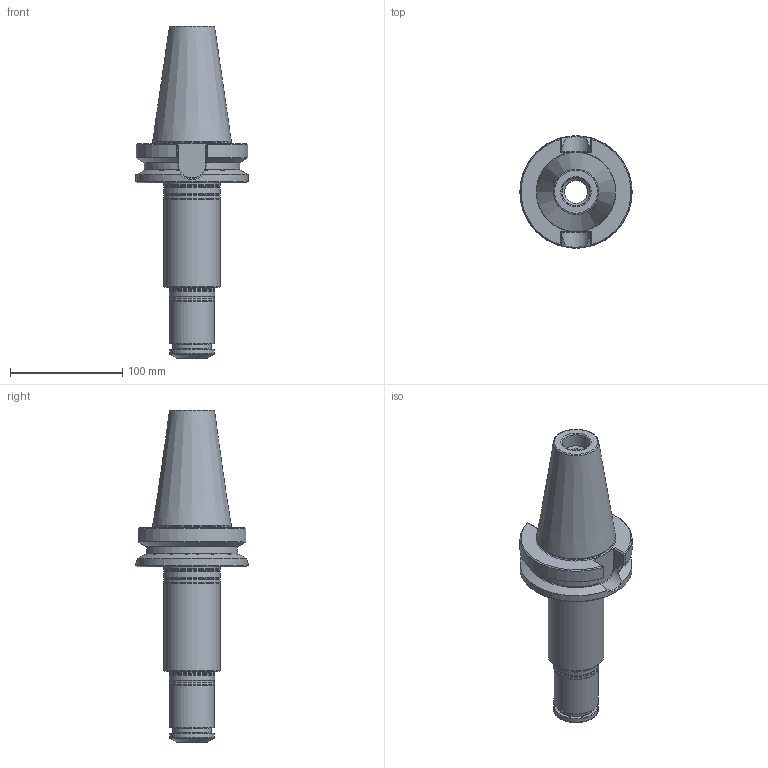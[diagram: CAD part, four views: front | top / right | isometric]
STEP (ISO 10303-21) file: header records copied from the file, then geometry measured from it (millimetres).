
FILE_DESCRIPTION(/* description */ (''),/* implementation_level */ '2;1');
FILE_NAME(/* name */ '415072590.stp',/* time_stamp */ '2021-01-08T12:33:41',/* author */ ('LRA'),/* organization */ ('REGO-FIX'),/* preprocessor_version */ ' Unknown',/* originating_system */ 'SIEMENS PLM Software Solid Edge ST10',/* authorization */ 'Unknown');
FILE_SCHEMA (('AUTOMOTIVE_DESIGN { 1 0 10303 214 2 1 1}'));
Length unit declared in the file: millimetre
Products named in the file (1): NOCUT
Bounding box: 100 x 100 x 295.8 mm (x, y, z)
Volume: 642159.6 mm3; surface area: 86852.6 mm2
Topology: 1 solids, 1 shells, 114 faces, 265 edges, 161 vertices
Faces by surface type: plane 34, cone 30, cylinder 27, torus 21, bspline 2
Full cylindrical faces by diameter (mm): 20.752 x2, 25 x2, 34 x1, 40 x2, 40.5 x4, 50 x1, 50.5 x4, 100 x1
Entity records: 3803 total; most frequent: CARTESIAN_POINT 692, DIRECTION 486, ORIENTED_EDGE 394, AXIS2_PLACEMENT_3D 215, EDGE_CURVE 197, EDGE_LOOP 180, FACE_BOUND 180, VERTEX_POINT 149
